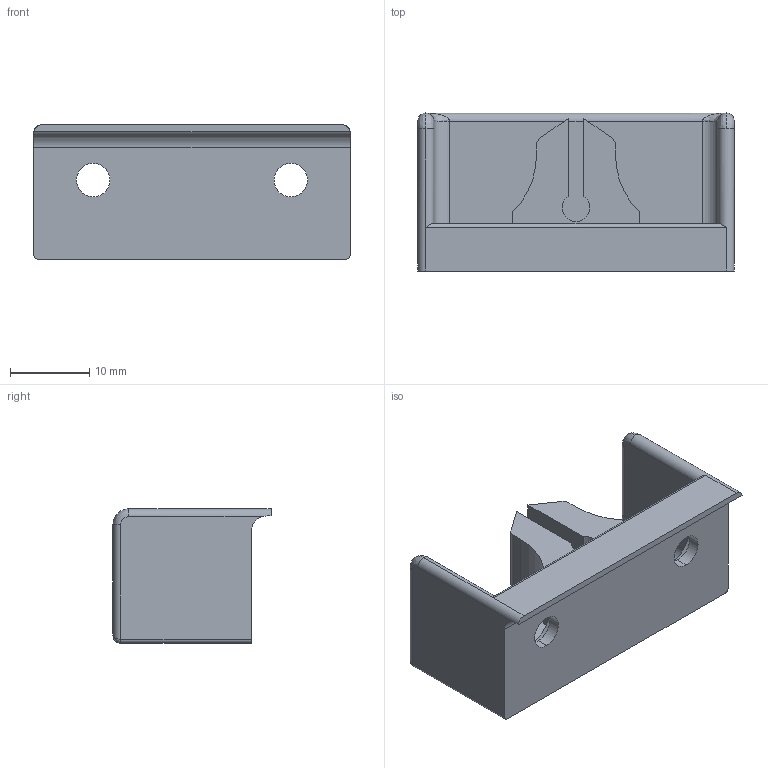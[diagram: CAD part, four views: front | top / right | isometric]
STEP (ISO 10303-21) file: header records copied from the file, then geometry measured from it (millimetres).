
FILE_DESCRIPTION(('STEP AP203'),'2;1');
FILE_NAME('XF41002G.stp','2011-02-02T13:05:33',(''),(''),'2009.3.110','THINKDESIGN','');
FILE_SCHEMA(('CONFIG_CONTROL_DESIGN'));
Length unit declared in the file: millimetre
Bounding box: 40 x 20 x 17 mm (x, y, z)
Volume: 5339.9 mm3; surface area: 4477.8 mm2
Topology: 1 solids, 1 shells, 62 faces, 157 edges, 96 vertices
Faces by surface type: cylinder 30, plane 24, bspline 8
Entity records: 2110 total; most frequent: CARTESIAN_POINT 553, DIRECTION 307, ORIENTED_EDGE 306, EDGE_CURVE 153, AXIS2_PLACEMENT_3D 112, VERTEX_POINT 96, VECTOR 83, LINE 83
